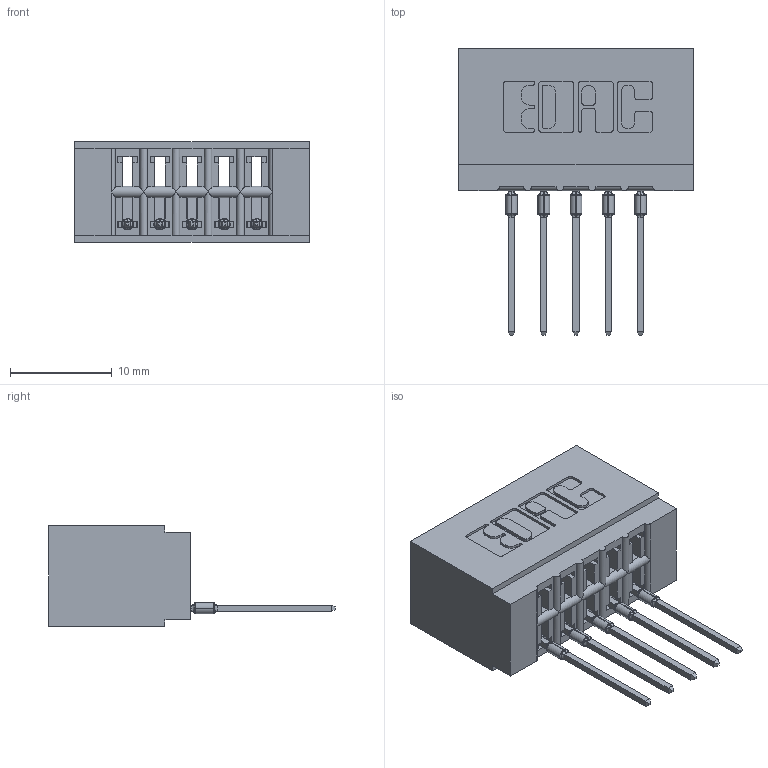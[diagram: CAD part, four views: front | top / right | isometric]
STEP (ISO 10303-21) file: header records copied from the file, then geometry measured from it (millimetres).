
FILE_DESCRIPTION (( 'STEP AP203' ), '1' );
FILE_NAME ('726-005-545-101.STEP', '2020-05-28T02:37:32', ( '' ), ( '' ), 'SwSTEP 2.0', 'SolidWorks 2020', '' );
FILE_SCHEMA (( 'CONFIG_CONTROL_DESIGN' ));
Length unit declared in the file: inch
Products named in the file (3): 726 Part_.515 Slot Depth - 01; 726-005-545-101; 746-292-001_545
Assembly tree (6 placements, depth 2):
  726-005-545-101
    726 Part_.515 Slot Depth - 01
    746-292-001_545  x5
Bounding box: 23.11 x 28.18 x 9.91 mm (x, y, z)
Volume: 2288.9 mm3; surface area: 3019.6 mm2
Topology: 6 solids, 6 shells, 637 faces, 1798 edges, 1160 vertices
Faces by surface type: plane 370, cylinder 137, bspline 100, torus 30
Entity records: 12781 total; most frequent: CARTESIAN_POINT 2890, ORIENTED_EDGE 2116, DIRECTION 1820, EDGE_CURVE 1058, VECTOR 824, LINE 824, VERTEX_POINT 696, AXIS2_PLACEMENT_3D 498
